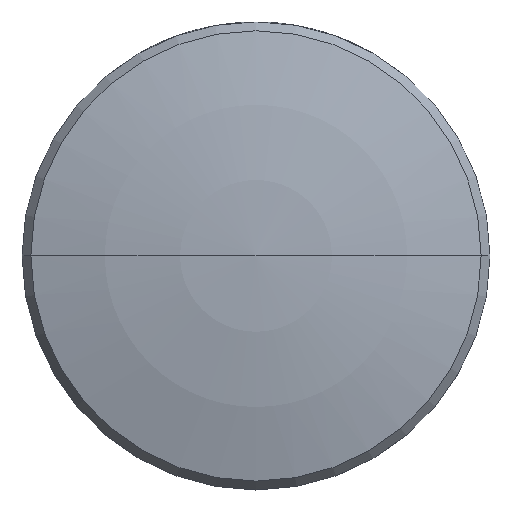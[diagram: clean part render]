
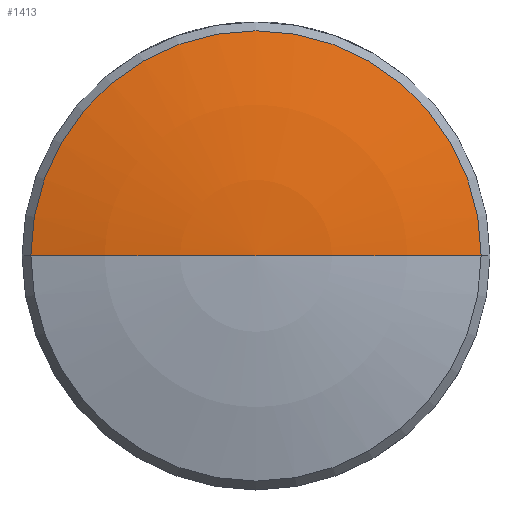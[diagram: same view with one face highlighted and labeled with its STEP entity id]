
A CAD part, top view. The second image highlights one B-rep face of the part: STEP entity #1413.
In plain terms, the highlighted toroidal (fillet/blend) face has major radius 0.014 mm and minor radius 23 mm.
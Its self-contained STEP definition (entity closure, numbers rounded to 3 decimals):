
#41 = EDGE_LOOP ( 'NONE', ( #843, #2669, #750 ) ) ;
#300 = EDGE_CURVE ( 'NONE', #1836, #436, #1465, .T. ) ;
#436 = VERTEX_POINT ( 'NONE', #498 ) ;
#498 = CARTESIAN_POINT ( 'NONE',  ( -6.111, 0., 1.867 ) ) ;
#589 = DIRECTION ( 'NONE',  ( -1., 0., 0. ) ) ;
#661 = EDGE_CURVE ( 'NONE', #726, #1836, #2005, .T. ) ;
#726 = VERTEX_POINT ( 'NONE', #2295 ) ;
#750 = ORIENTED_EDGE ( 'NONE', *, *, #300, .T. ) ;
#843 = ORIENTED_EDGE ( 'NONE', *, *, #2285, .F. ) ;
#847 = CARTESIAN_POINT ( 'NONE',  ( 0.014, 0., -20.31 ) ) ;
#855 = DIRECTION ( 'NONE',  ( -1., 0., 0. ) ) ;
#1188 = DIRECTION ( 'NONE',  ( 0., 0., 1. ) ) ;
#1226 = AXIS2_PLACEMENT_3D ( 'NONE', #847, #1679, #855 ) ;
#1318 = CARTESIAN_POINT ( 'NONE',  ( 6.111, 0., 1.867 ) ) ;
#1354 = AXIS2_PLACEMENT_3D ( 'NONE', #2635, #1188, #589 ) ;
#1355 = DIRECTION ( 'NONE',  ( -1., 0., 0. ) ) ;
#1413 = ADVANCED_FACE ( 'NONE', ( #1628 ), #1815, .T. ) ;
#1465 = CIRCLE ( 'NONE', #1354, 6.111 ) ;
#1548 = DIRECTION ( 'NONE',  ( 0., 0., -1. ) ) ;
#1628 = FACE_OUTER_BOUND ( 'NONE', #41, .T. ) ;
#1679 = DIRECTION ( 'NONE',  ( 0., 1., 0. ) ) ;
#1815 = TOROIDAL_SURFACE ( 'NONE', #2076, 0.014, 23. ) ;
#1836 = VERTEX_POINT ( 'NONE', #1318 ) ;
#1960 = CARTESIAN_POINT ( 'NONE',  ( 0., 0., -20.31 ) ) ;
#1974 = CARTESIAN_POINT ( 'NONE',  ( -0.014, 0., -20.31 ) ) ;
#2005 = CIRCLE ( 'NONE', #1226, 23. ) ;
#2076 = AXIS2_PLACEMENT_3D ( 'NONE', #1960, #2351, #1355 ) ;
#2285 = EDGE_CURVE ( 'NONE', #726, #436, #2592, .T. ) ;
#2295 = CARTESIAN_POINT ( 'NONE',  ( 0., 0., 2.69 ) ) ;
#2351 = DIRECTION ( 'NONE',  ( 0., 0., -1. ) ) ;
#2435 = AXIS2_PLACEMENT_3D ( 'NONE', #1974, #2581, #1548 ) ;
#2581 = DIRECTION ( 'NONE',  ( 0., -1., 0. ) ) ;
#2592 = CIRCLE ( 'NONE', #2435, 23. ) ;
#2635 = CARTESIAN_POINT ( 'NONE',  ( 0., 0., 1.867 ) ) ;
#2669 = ORIENTED_EDGE ( 'NONE', *, *, #661, .T. ) ;
